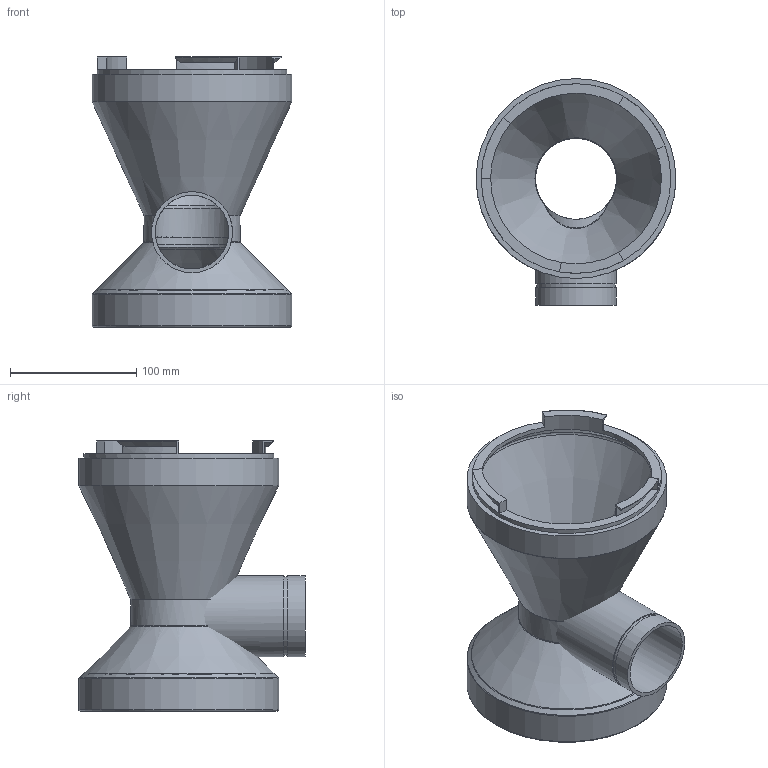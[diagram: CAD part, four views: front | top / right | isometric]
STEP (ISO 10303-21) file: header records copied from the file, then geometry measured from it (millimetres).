
FILE_DESCRIPTION(/* description */ (''),/* implementation_level */ '2;1');
FILE_NAME(/* name */ 'ex-vent v11.step',/* time_stamp */ '2024-01-22T20:05:28-08:00',/* author */ (''),/* organization */ (''),/* preprocessor_version */ 'ST-DEVELOPER v20',/* originating_system */ 'Autodesk Translation Framework v12.14.0.127',/* authorisation */ '');
FILE_SCHEMA (('AUTOMOTIVE_DESIGN { 1 0 10303 214 3 1 1 }'));
Length unit declared in the file: millimetre
Products named in the file (1): ex-vent
Bounding box: 158 x 179 x 213.5 mm (x, y, z)
Volume: 730397 mm3; surface area: 249914.3 mm2
Topology: 3 solids, 3 shells, 91 faces, 247 edges, 159 vertices
Faces by surface type: plane 30, cylinder 24, bspline 15, torus 11, cone 11
Full cylindrical faces by diameter (mm): 58.25 x2, 62 x1, 64 x2, 135 x1, 150 x1, 151 x4, 158 x2
Entity records: 5501 total; most frequent: CARTESIAN_POINT 3270, ORIENTED_EDGE 494, DIRECTION 423, EDGE_CURVE 247, AXIS2_PLACEMENT_3D 173, VERTEX_POINT 159, EDGE_LOOP 96, FACE_OUTER_BOUND 91
